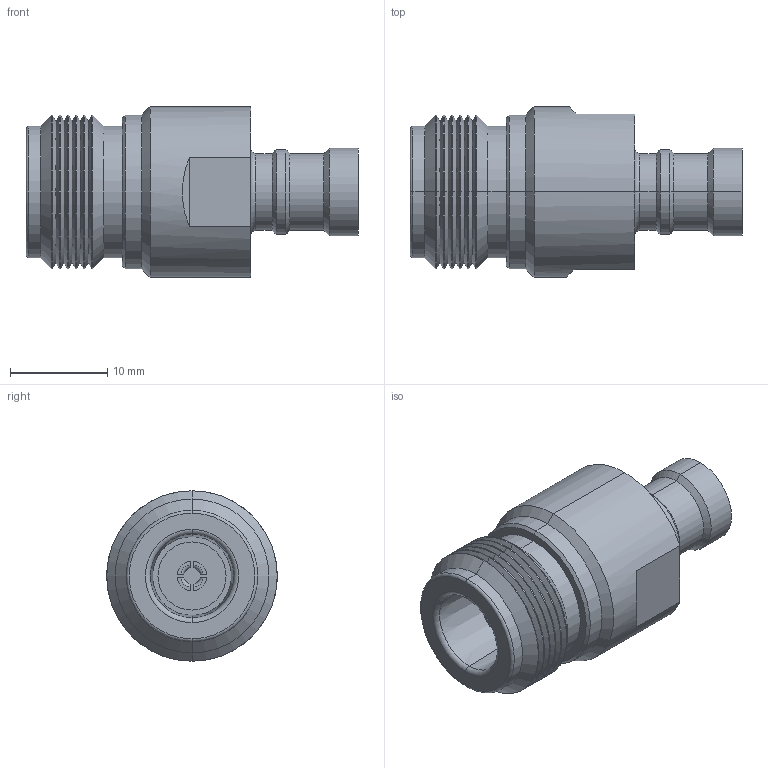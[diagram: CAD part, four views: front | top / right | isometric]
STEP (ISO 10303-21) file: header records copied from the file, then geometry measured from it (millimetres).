
FILE_DESCRIPTION (( 'STEP AP214' ), '1' );
FILE_NAME ('TC-250-NF-LP_3D.STEP', '2021-09-07T15:17:46', ( '' ), ( '' ), 'SwSTEP 2.0', 'SolidWorks 2021', '' );
FILE_SCHEMA (( 'AUTOMOTIVE_DESIGN' ));
Length unit declared in the file: inch
Products named in the file (1): TC-250-NF-LP_3D
Bounding box: 34.08 x 17.5 x 17.5 mm (x, y, z)
Volume: 4631.8 mm3; surface area: 2541.1 mm2
Topology: 1 solids, 1 shells, 113 faces, 240 edges, 138 vertices
Faces by surface type: cylinder 42, cone 38, plane 23, torus 10
Entity records: 3068 total; most frequent: DIRECTION 576, CARTESIAN_POINT 538, ORIENTED_EDGE 480, EDGE_CURVE 240, AXIS2_PLACEMENT_3D 232, VERTEX_POINT 138, EDGE_LOOP 122, CIRCLE 118
